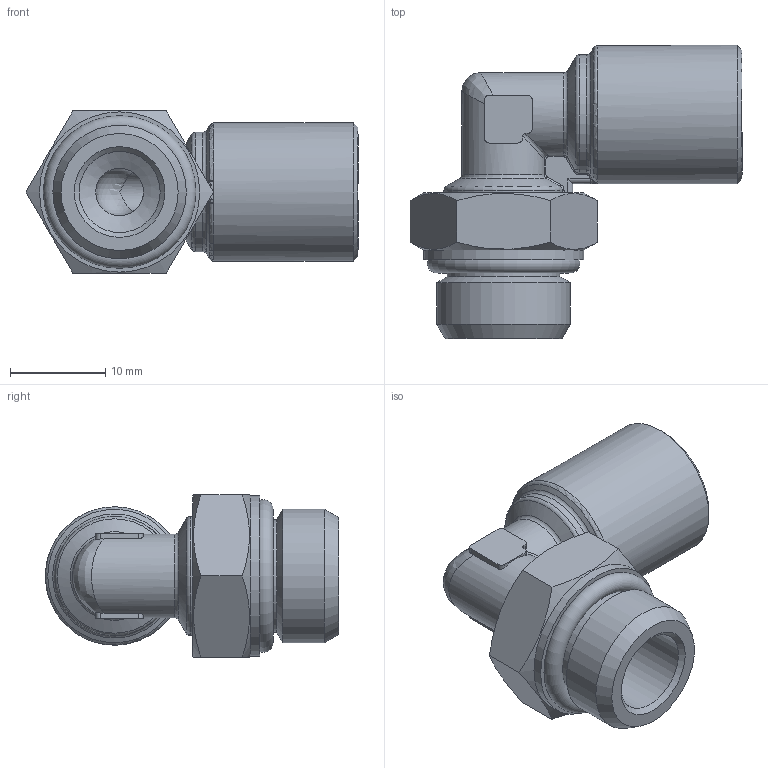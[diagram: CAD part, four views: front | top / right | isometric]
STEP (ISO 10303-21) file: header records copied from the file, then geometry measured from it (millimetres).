
FILE_DESCRIPTION(/* description */ ('STEP AP214'),/* implementation_level */ '2;1');
FILE_NAME(/* name */ 'T0060Q3Q',/* time_stamp */ '2023-05-11T10:54:13+02:00',/* author */ ('License CC BY-ND 4.0'),/* organization */ ('CADENAS'),/* preprocessor_version */ 'ST-DEVELOPER v19.3',/* originating_system */ 'PARTsolutions',/* authorisation */ ' ');
FILE_SCHEMA (('AUTOMOTIVE_DESIGN {1 0 10303 214 3 1 1}'));
Length unit declared in the file: millimetre
Products named in the file (1): T0060Q3Q
Bounding box: 34.81 x 30.75 x 17 mm (x, y, z)
Volume: 5277.8 mm3; surface area: 4045.7 mm2
Topology: 1 solids, 1 shells, 259 faces, 668 edges, 430 vertices
Faces by surface type: plane 98, bspline 97, cylinder 41, cone 13, torus 9, sphere 1
Full cylindrical faces by diameter (mm): 2.95 x1, 3.85 x1, 4 x1, 5 x1, 6.15 x2, 8.5 x1, 11.8 x2, 12 x1, 14 x1, 14.5 x1, 16.8 x1
Entity records: 13565 total; most frequent: CARTESIAN_POINT 6276, ORIENTED_EDGE 1258, DIRECTION 833, EDGE_CURVE 629, VERTEX_POINT 419, EDGE_LOOP 308, FACE_BOUND 308, LINE 297
